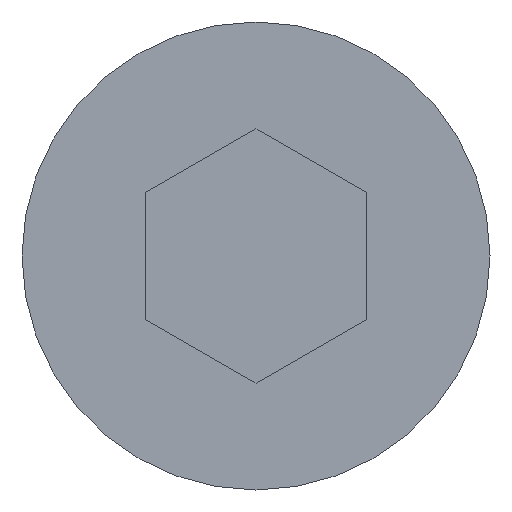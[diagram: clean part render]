
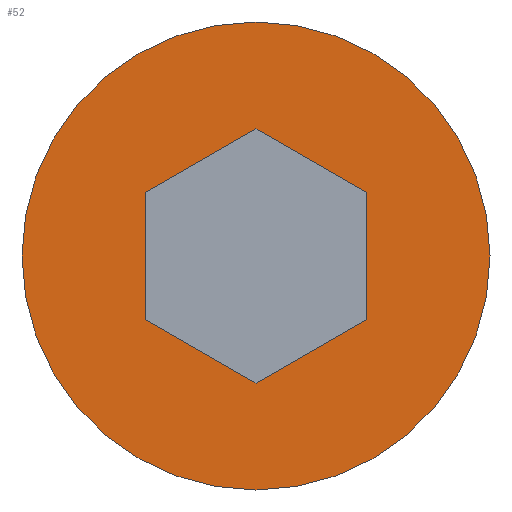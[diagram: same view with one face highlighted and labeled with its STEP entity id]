
A CAD part, left-side view. The second image highlights one B-rep face of the part: STEP entity #52.
In plain terms, the highlighted planar face has unit normal (-1, 0, 0).
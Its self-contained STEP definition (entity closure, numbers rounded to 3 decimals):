
#2 = VERTEX_POINT ( 'NONE', #112 ) ;
#5 = CARTESIAN_POINT ( 'NONE',  ( -5., 2., 0. ) ) ;
#7 = CARTESIAN_POINT ( 'NONE',  ( -5., 0., 0. ) ) ;
#11 = CARTESIAN_POINT ( 'NONE',  ( -5., -2., 0. ) ) ;
#20 = CARTESIAN_POINT ( 'NONE',  ( -5., 2., -1.155 ) ) ;
#28 = FACE_OUTER_BOUND ( 'NONE', #363, .T. ) ;
#30 = CARTESIAN_POINT ( 'NONE',  ( -5., -2., 1.155 ) ) ;
#48 = EDGE_CURVE ( 'NONE', #434, #418, #271, .T. ) ;
#52 = ADVANCED_FACE ( 'NONE', ( #354, #28 ), #194, .T. ) ;
#55 = CIRCLE ( 'NONE', #186, 4.25 ) ;
#64 = CARTESIAN_POINT ( 'NONE',  ( -5., 2., 1.155 ) ) ;
#66 = LINE ( 'NONE', #196, #233 ) ;
#80 = ORIENTED_EDGE ( 'NONE', *, *, #428, .T. ) ;
#83 = DIRECTION ( 'NONE',  ( 1., 0., 0. ) ) ;
#86 = VERTEX_POINT ( 'NONE', #260 ) ;
#87 = CARTESIAN_POINT ( 'NONE',  ( -5., 0., -4.25 ) ) ;
#94 = EDGE_LOOP ( 'NONE', ( #455, #389, #222, #80, #334, #391 ) ) ;
#101 = ORIENTED_EDGE ( 'NONE', *, *, #246, .F. ) ;
#106 = ORIENTED_EDGE ( 'NONE', *, *, #420, .F. ) ;
#112 = CARTESIAN_POINT ( 'NONE',  ( -5., -2., -1.155 ) ) ;
#117 = VERTEX_POINT ( 'NONE', #295 ) ;
#124 = DIRECTION ( 'NONE',  ( 0., 0., -1. ) ) ;
#125 = AXIS2_PLACEMENT_3D ( 'NONE', #427, #349, #216 ) ;
#127 = EDGE_CURVE ( 'NONE', #2, #434, #66, .T. ) ;
#156 = LINE ( 'NONE', #5, #308 ) ;
#183 = EDGE_CURVE ( 'NONE', #418, #86, #156, .T. ) ;
#186 = AXIS2_PLACEMENT_3D ( 'NONE', #7, #83, #415 ) ;
#194 = PLANE ( 'NONE',  #324 ) ;
#196 = CARTESIAN_POINT ( 'NONE',  ( -5., -2., -1.155 ) ) ;
#204 = CIRCLE ( 'NONE', #125, 4.25 ) ;
#211 = EDGE_CURVE ( 'NONE', #459, #2, #315, .T. ) ;
#213 = DIRECTION ( 'NONE',  ( 0., -0.866, 0.5 ) ) ;
#216 = DIRECTION ( 'NONE',  ( 0., 0., 1. ) ) ;
#222 = ORIENTED_EDGE ( 'NONE', *, *, #183, .T. ) ;
#224 = EDGE_CURVE ( 'NONE', #243, #459, #378, .T. ) ;
#226 = VECTOR ( 'NONE', #345, 1000. ) ;
#227 = DIRECTION ( 'NONE',  ( 0., 0., 1. ) ) ;
#229 = DIRECTION ( 'NONE',  ( 0., 0.866, 0.5 ) ) ;
#233 = VECTOR ( 'NONE', #264, 1000. ) ;
#243 = VERTEX_POINT ( 'NONE', #342 ) ;
#246 = EDGE_CURVE ( 'NONE', #257, #117, #55, .T. ) ;
#256 = VECTOR ( 'NONE', #213, 1000. ) ;
#257 = VERTEX_POINT ( 'NONE', #87 ) ;
#260 = CARTESIAN_POINT ( 'NONE',  ( -5., 2., 1.155 ) ) ;
#261 = LINE ( 'NONE', #64, #256 ) ;
#264 = DIRECTION ( 'NONE',  ( 0., 0.866, -0.5 ) ) ;
#271 = LINE ( 'NONE', #441, #465 ) ;
#295 = CARTESIAN_POINT ( 'NONE',  ( -5., 0., 4.25 ) ) ;
#308 = VECTOR ( 'NONE', #335, 1000. ) ;
#315 = LINE ( 'NONE', #11, #473 ) ;
#324 = AXIS2_PLACEMENT_3D ( 'NONE', #439, #330, #227 ) ;
#330 = DIRECTION ( 'NONE',  ( -1., 0., 0. ) ) ;
#334 = ORIENTED_EDGE ( 'NONE', *, *, #224, .T. ) ;
#335 = DIRECTION ( 'NONE',  ( 0., 0., 1. ) ) ;
#342 = CARTESIAN_POINT ( 'NONE',  ( -5., 0., 2.309 ) ) ;
#343 = CARTESIAN_POINT ( 'NONE',  ( -5., 0., 2.309 ) ) ;
#345 = DIRECTION ( 'NONE',  ( 0., -0.866, -0.5 ) ) ;
#349 = DIRECTION ( 'NONE',  ( 1., 0., 0. ) ) ;
#350 = CARTESIAN_POINT ( 'NONE',  ( -5., 0., -2.309 ) ) ;
#354 = FACE_BOUND ( 'NONE', #94, .T. ) ;
#363 = EDGE_LOOP ( 'NONE', ( #106, #101 ) ) ;
#378 = LINE ( 'NONE', #343, #226 ) ;
#389 = ORIENTED_EDGE ( 'NONE', *, *, #48, .T. ) ;
#391 = ORIENTED_EDGE ( 'NONE', *, *, #211, .T. ) ;
#415 = DIRECTION ( 'NONE',  ( 0., 0., 1. ) ) ;
#418 = VERTEX_POINT ( 'NONE', #20 ) ;
#420 = EDGE_CURVE ( 'NONE', #117, #257, #204, .T. ) ;
#427 = CARTESIAN_POINT ( 'NONE',  ( -5., 0., 0. ) ) ;
#428 = EDGE_CURVE ( 'NONE', #86, #243, #261, .T. ) ;
#434 = VERTEX_POINT ( 'NONE', #350 ) ;
#439 = CARTESIAN_POINT ( 'NONE',  ( -5., 3.28, 0. ) ) ;
#441 = CARTESIAN_POINT ( 'NONE',  ( -5., 0., -2.309 ) ) ;
#455 = ORIENTED_EDGE ( 'NONE', *, *, #127, .T. ) ;
#459 = VERTEX_POINT ( 'NONE', #30 ) ;
#465 = VECTOR ( 'NONE', #229, 1000. ) ;
#473 = VECTOR ( 'NONE', #124, 1000. ) ;
